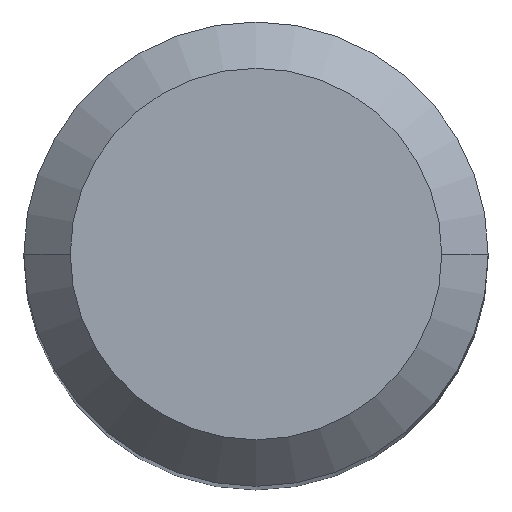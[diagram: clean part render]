
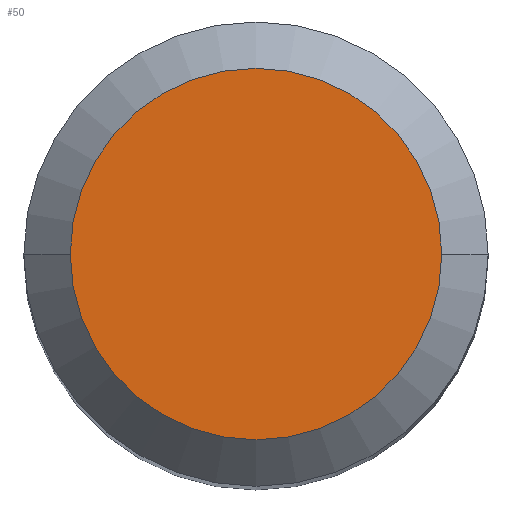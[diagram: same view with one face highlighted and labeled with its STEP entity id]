
A CAD part, top view. The second image highlights one B-rep face of the part: STEP entity #50.
In plain terms, the highlighted planar face has unit normal (0, 0, 1).
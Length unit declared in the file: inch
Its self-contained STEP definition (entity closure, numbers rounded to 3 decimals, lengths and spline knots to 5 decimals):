
#50 = ADVANCED_FACE ( 'NONE', ( #317 ), #271, .F. ) ;
#82 = CARTESIAN_POINT ( 'NONE',  ( -0.18896, 0., 0. ) ) ;
#85 = EDGE_LOOP ( 'NONE', ( #173, #288 ) ) ;
#101 = CARTESIAN_POINT ( 'NONE',  ( 0.18896, 0., 0. ) ) ;
#119 = DIRECTION ( 'NONE',  ( 0., 0., -1. ) ) ;
#140 = DIRECTION ( 'NONE',  ( 0., 0., 1. ) ) ;
#173 = ORIENTED_EDGE ( 'NONE', *, *, #404, .T. ) ;
#178 = DIRECTION ( 'NONE',  ( 1., 0., 0. ) ) ;
#185 = DIRECTION ( 'NONE',  ( 0., 0., 1. ) ) ;
#228 = CARTESIAN_POINT ( 'NONE',  ( 0., 0., 0. ) ) ;
#238 = CARTESIAN_POINT ( 'NONE',  ( 0., 0., 0. ) ) ;
#266 = AXIS2_PLACEMENT_3D ( 'NONE', #238, #119, #428 ) ;
#271 = PLANE ( 'NONE',  #266 ) ;
#288 = ORIENTED_EDGE ( 'NONE', *, *, #458, .T. ) ;
#292 = DIRECTION ( 'NONE',  ( 1., 0., 0. ) ) ;
#297 = VERTEX_POINT ( 'NONE', #82 ) ;
#306 = AXIS2_PLACEMENT_3D ( 'NONE', #228, #185, #178 ) ;
#317 = FACE_OUTER_BOUND ( 'NONE', #85, .T. ) ;
#359 = CIRCLE ( 'NONE', #435, 0.18896 ) ;
#404 = EDGE_CURVE ( 'NONE', #297, #411, #359, .T. ) ;
#411 = VERTEX_POINT ( 'NONE', #101 ) ;
#428 = DIRECTION ( 'NONE',  ( -1., 0., 0. ) ) ;
#435 = AXIS2_PLACEMENT_3D ( 'NONE', #460, #140, #292 ) ;
#458 = EDGE_CURVE ( 'NONE', #411, #297, #467, .T. ) ;
#460 = CARTESIAN_POINT ( 'NONE',  ( 0., 0., 0. ) ) ;
#467 = CIRCLE ( 'NONE', #306, 0.18896 ) ;
